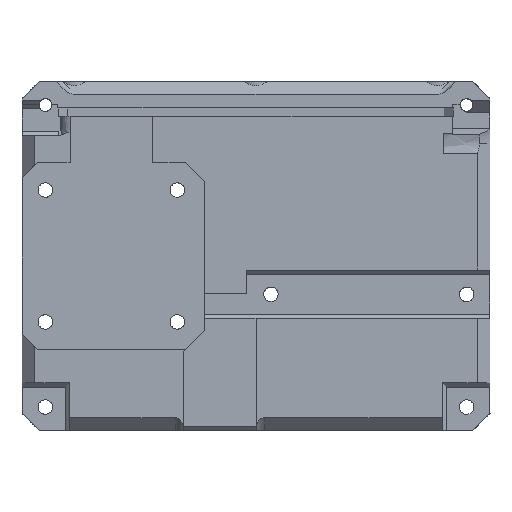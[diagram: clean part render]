
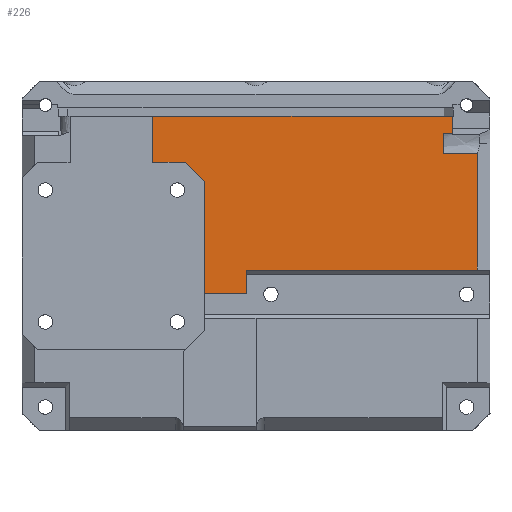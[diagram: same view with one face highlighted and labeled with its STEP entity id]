
A CAD part, top view. The second image highlights one B-rep face of the part: STEP entity #226.
In plain terms, the highlighted planar face has unit normal (0, 0, 1).
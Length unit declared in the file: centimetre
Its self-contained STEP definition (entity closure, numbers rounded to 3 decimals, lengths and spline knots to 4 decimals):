
#226=ADVANCED_FACE('',(#407),#3150,.T.);
#407=FACE_OUTER_BOUND('',#627,.T.);
#627=EDGE_LOOP('',(#1548,#1549,#1550,#1551,#1552,#1553,#1554,#1555,#1556,
#1557,#1558,#1559,#1560));
#1548=ORIENTED_EDGE('',*,*,#2116,.T.);
#1549=ORIENTED_EDGE('',*,*,#2071,.F.);
#1550=ORIENTED_EDGE('',*,*,#1859,.F.);
#1551=ORIENTED_EDGE('',*,*,#1898,.F.);
#1552=ORIENTED_EDGE('',*,*,#1896,.F.);
#1553=ORIENTED_EDGE('',*,*,#1818,.F.);
#1554=ORIENTED_EDGE('',*,*,#1743,.F.);
#1555=ORIENTED_EDGE('',*,*,#2060,.F.);
#1556=ORIENTED_EDGE('',*,*,#2110,.T.);
#1557=ORIENTED_EDGE('',*,*,#1813,.T.);
#1558=ORIENTED_EDGE('',*,*,#1863,.F.);
#1559=ORIENTED_EDGE('',*,*,#1868,.F.);
#1560=ORIENTED_EDGE('',*,*,#1864,.T.);
#1743=EDGE_CURVE('',#2739,#2740,#2233,.T.);
#1813=EDGE_CURVE('',#2819,#2820,#2295,.T.);
#1818=EDGE_CURVE('',#2740,#2824,#2300,.T.);
#1859=EDGE_CURVE('',#2864,#2863,#2333,.T.);
#1863=EDGE_CURVE('',#2868,#2820,#2337,.T.);
#1864=EDGE_CURVE('',#2867,#2869,#2501,.T.);
#1868=EDGE_CURVE('',#2867,#2868,#2339,.T.);
#1896=EDGE_CURVE('',#2824,#2886,#2360,.T.);
#1898=EDGE_CURVE('',#2886,#2864,#2362,.T.);
#2060=EDGE_CURVE('',#2962,#2739,#2425,.T.);
#2071=EDGE_CURVE('',#2863,#2969,#2430,.T.);
#2110=EDGE_CURVE('',#2962,#2819,#2453,.T.);
#2116=EDGE_CURVE('',#2869,#2969,#2459,.T.);
#2233=B_SPLINE_CURVE_WITH_KNOTS('',1,(#5018,#5019),.UNSPECIFIED.,.F.,.F.,
(2,2),(-3.291,-3.),.UNSPECIFIED.);
#2295=B_SPLINE_CURVE_WITH_KNOTS('',1,(#5362,#5363),.UNSPECIFIED.,.F.,.F.,
(2,2),(0.,27.3028),.UNSPECIFIED.);
#2300=B_SPLINE_CURVE_WITH_KNOTS('',1,(#5377,#5378),.UNSPECIFIED.,.F.,.F.,
(2,2),(6.7117,7.0222),.UNSPECIFIED.);
#2333=B_SPLINE_CURVE_WITH_KNOTS('',1,(#5601,#5602),.UNSPECIFIED.,.F.,.F.,
(2,2),(-6.12,-0.9883),.UNSPECIFIED.);
#2337=B_SPLINE_CURVE_WITH_KNOTS('',1,(#5609,#5610),.UNSPECIFIED.,.F.,.F.,
(2,2),(-11.,-3.),.UNSPECIFIED.);
#2339=B_SPLINE_CURVE_WITH_KNOTS('',1,(#5621,#5622),.UNSPECIFIED.,.F.,.F.,
(2,2),(0.,4.6944),.UNSPECIFIED.);
#2360=B_SPLINE_CURVE_WITH_KNOTS('',1,(#5763,#5764),.UNSPECIFIED.,.F.,.F.,
(2,2),(-150.0416,-149.6274),.UNSPECIFIED.);
#2362=B_SPLINE_CURVE_WITH_KNOTS('',1,(#5767,#5768),.UNSPECIFIED.,.F.,.F.,
(2,2),(-13.4544,-6.12),.UNSPECIFIED.);
#2425=B_SPLINE_CURVE_WITH_KNOTS('',1,(#6644,#6645),.UNSPECIFIED.,.F.,.F.,
(2,2),(24.3928,29.4938),.UNSPECIFIED.);
#2430=B_SPLINE_CURVE_WITH_KNOTS('',1,(#6687,#6688),.UNSPECIFIED.,.F.,.F.,
(2,2),(-70.474,-0.1),.UNSPECIFIED.);
#2453=B_SPLINE_CURVE_WITH_KNOTS('',1,(#6819,#6820),.UNSPECIFIED.,.F.,.F.,
(2,2),(-58.4426,-4.2426),.UNSPECIFIED.);
#2459=B_SPLINE_CURVE_WITH_KNOTS('',1,(#6831,#6832,#6833),.UNSPECIFIED.,
 .F.,.F.,(2,1,2),(-3.7028,0.1,0.3),
 .UNSPECIFIED.);
#2501=(
BOUNDED_CURVE()
B_SPLINE_CURVE(1,(#5611,#5612),.UNSPECIFIED.,.F.,.F.)
B_SPLINE_CURVE_WITH_KNOTS((2,2),(78.,80.2118),.UNSPECIFIED.)
CURVE()
GEOMETRIC_REPRESENTATION_ITEM()
RATIONAL_B_SPLINE_CURVE((1.,1.))
REPRESENTATION_ITEM('')
);
#2739=VERTEX_POINT('',#4416);
#2740=VERTEX_POINT('',#4417);
#2819=VERTEX_POINT('',#4496);
#2820=VERTEX_POINT('',#4497);
#2824=VERTEX_POINT('',#4501);
#2863=VERTEX_POINT('',#4540);
#2864=VERTEX_POINT('',#4541);
#2867=VERTEX_POINT('',#4544);
#2868=VERTEX_POINT('',#4545);
#2869=VERTEX_POINT('',#4546);
#2886=VERTEX_POINT('',#4563);
#2962=VERTEX_POINT('',#4639);
#2969=VERTEX_POINT('',#4646);
#3150=PLANE('',#3287);
#3287=AXIS2_PLACEMENT_3D('',#4233,#3407,$);
#3407=DIRECTION('',(0.,0.,1.));
#4233=CARTESIAN_POINT('',(9.7,50.8,-58.));
#4416=CARTESIAN_POINT('',(31.8,9.2044,-58.));
#4417=CARTESIAN_POINT('',(22.,9.2044,-58.));
#4496=CARTESIAN_POINT('',(86.,14.7,-58.));
#4497=CARTESIAN_POINT('',(86.,42.1028,-58.));
#4501=CARTESIAN_POINT('',(22.,35.4142,-58.));
#4540=CARTESIAN_POINT('',(9.7,50.8,-58.));
#4541=CARTESIAN_POINT('',(9.7,40.,-58.));
#4544=CARTESIAN_POINT('',(78.,46.7972,-58.));
#4545=CARTESIAN_POINT('',(78.,42.1028,-58.));
#4546=CARTESIAN_POINT('',(80.174,46.7972,-58.));
#4563=CARTESIAN_POINT('',(17.4142,40.,-58.));
#4639=CARTESIAN_POINT('',(31.8,14.7,-58.));
#4646=CARTESIAN_POINT('',(80.174,50.8,-58.));
#5018=CARTESIAN_POINT('',(31.8,9.2044,-58.));
#5019=CARTESIAN_POINT('',(22.,9.2044,-58.));
#5362=CARTESIAN_POINT('',(86.,14.7,-58.));
#5363=CARTESIAN_POINT('',(86.,42.1028,-58.));
#5377=CARTESIAN_POINT('',(22.,9.2044,-58.));
#5378=CARTESIAN_POINT('',(22.,35.4142,-58.));
#5601=CARTESIAN_POINT('',(9.7,40.,-58.));
#5602=CARTESIAN_POINT('',(9.7,50.8,-58.));
#5609=CARTESIAN_POINT('',(78.,42.1028,-58.));
#5610=CARTESIAN_POINT('',(86.,42.1028,-58.));
#5611=CARTESIAN_POINT('',(78.,46.7972,-58.));
#5612=CARTESIAN_POINT('',(80.174,46.7972,-58.));
#5621=CARTESIAN_POINT('',(78.,46.7972,-58.));
#5622=CARTESIAN_POINT('',(78.,42.1028,-58.));
#5763=CARTESIAN_POINT('',(22.,35.4142,-58.));
#5764=CARTESIAN_POINT('',(17.4142,40.,-58.));
#5767=CARTESIAN_POINT('',(17.4142,40.,-58.));
#5768=CARTESIAN_POINT('',(9.7,40.,-58.));
#6644=CARTESIAN_POINT('',(31.8,14.7,-58.));
#6645=CARTESIAN_POINT('',(31.8,9.2044,-58.));
#6687=CARTESIAN_POINT('',(9.7,50.8,-58.));
#6688=CARTESIAN_POINT('',(80.174,50.8,-58.));
#6819=CARTESIAN_POINT('',(31.8,14.7,-58.));
#6820=CARTESIAN_POINT('',(86.,14.7,-58.));
#6831=CARTESIAN_POINT('',(80.174,46.7972,-58.));
#6832=CARTESIAN_POINT('',(80.174,50.6,-58.));
#6833=CARTESIAN_POINT('',(80.174,50.8,-58.));
